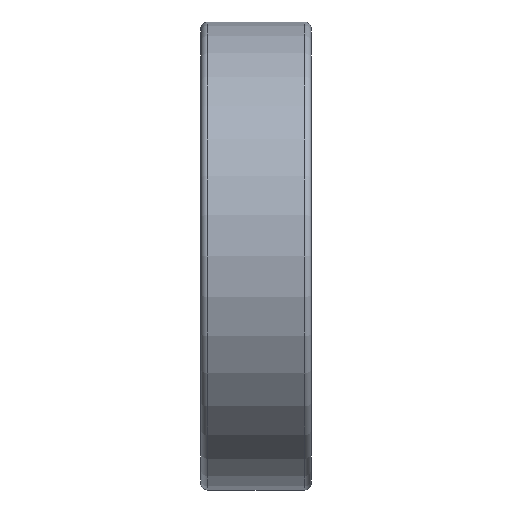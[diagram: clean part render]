
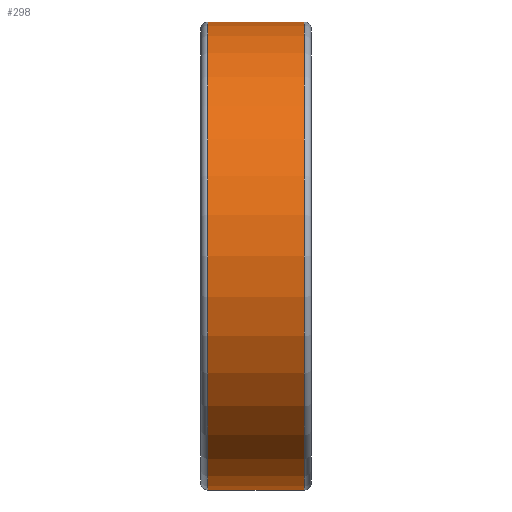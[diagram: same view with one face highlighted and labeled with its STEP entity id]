
A CAD part, front view. The second image highlights one B-rep face of the part: STEP entity #298.
In plain terms, the highlighted cylindrical face has radius 70 mm (diameter 140 mm), a full revolution.
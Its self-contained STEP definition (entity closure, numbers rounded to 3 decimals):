
#87=CYLINDRICAL_SURFACE('',#375,70.);
#127=ORIENTED_EDGE('',*,*,#142,.T.);
#128=ORIENTED_EDGE('',*,*,#150,.F.);
#142=EDGE_CURVE('',#162,#162,#182,.T.);
#150=EDGE_CURVE('',#170,#170,#190,.T.);
#162=VERTEX_POINT('',#536);
#170=VERTEX_POINT('',#560);
#182=CIRCLE('',#358,70.);
#190=CIRCLE('',#374,70.);
#227=EDGE_LOOP('',(#127));
#228=EDGE_LOOP('',(#128));
#267=FACE_BOUND('',#227,.T.);
#268=FACE_BOUND('',#228,.T.);
#298=ADVANCED_FACE('',(#267,#268),#87,.T.);
#358=AXIS2_PLACEMENT_3D('',#535,#434,#435);
#374=AXIS2_PLACEMENT_3D('',#559,#466,#467);
#375=AXIS2_PLACEMENT_3D('',#561,#468,#469);
#434=DIRECTION('',(1.,0.,0.));
#435=DIRECTION('',(0.,0.,-1.));
#466=DIRECTION('',(1.,0.,0.));
#467=DIRECTION('',(0.,0.,-1.));
#468=DIRECTION('',(1.,0.,0.));
#469=DIRECTION('',(0.,0.,-1.));
#535=CARTESIAN_POINT('',(2.,0.,0.));
#536=CARTESIAN_POINT('',(2.,0.,-70.));
#559=CARTESIAN_POINT('',(31.,0.,0.));
#560=CARTESIAN_POINT('',(31.,0.,-70.));
#561=CARTESIAN_POINT('',(33.,0.,0.));
